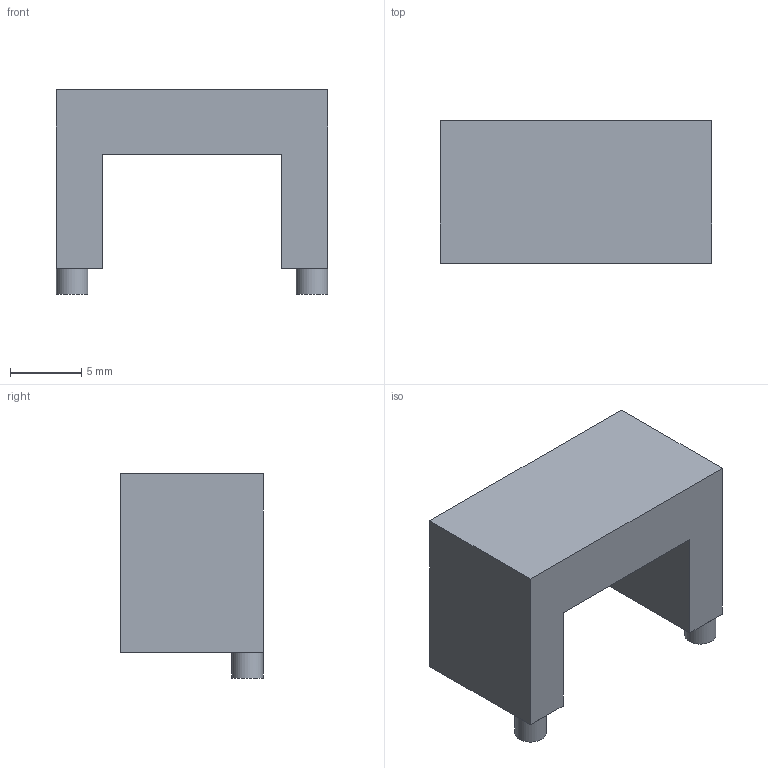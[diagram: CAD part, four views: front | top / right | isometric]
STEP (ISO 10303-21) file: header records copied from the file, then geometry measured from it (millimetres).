
FILE_DESCRIPTION(('FreeCAD Model'),'2;1');
FILE_NAME('Open CASCADE Shape Model','2022-11-27T18:32:36',('Author'),( ''),'Open CASCADE STEP processor 7.5','FreeCAD','Unknown');
FILE_SCHEMA(('AUTOMOTIVE_DESIGN { 1 0 10303 214 1 1 1 1 }'));
Length unit declared in the file: millimetre
Products named in the file (1): PSU CON - Body003
Bounding box: 19 x 10 x 14.3 mm (x, y, z)
Volume: 1164 mm3; surface area: 1155.3 mm2
Topology: 1 solids, 1 shells, 30 faces, 72 edges, 46 vertices
Faces by surface type: plane 28, cylinder 2
Full cylindrical faces by diameter (mm): 2.2 x2
Entity records: 880 total; most frequent: CARTESIAN_POINT 149, ORIENTED_EDGE 144, DIRECTION 142, EDGE_CURVE 72, LINE 64, VECTOR 64, VERTEX_POINT 46, AXIS2_PLACEMENT_3D 39
